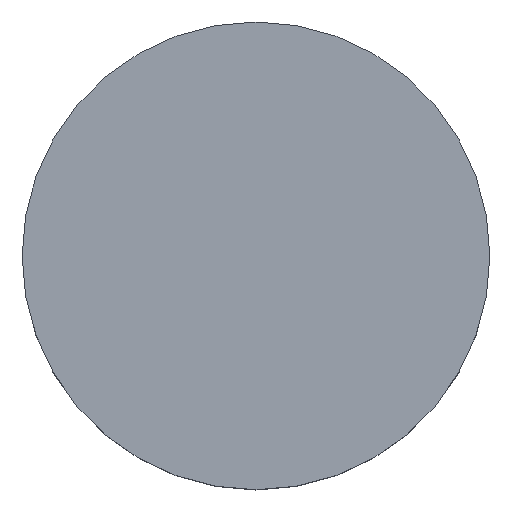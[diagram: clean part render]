
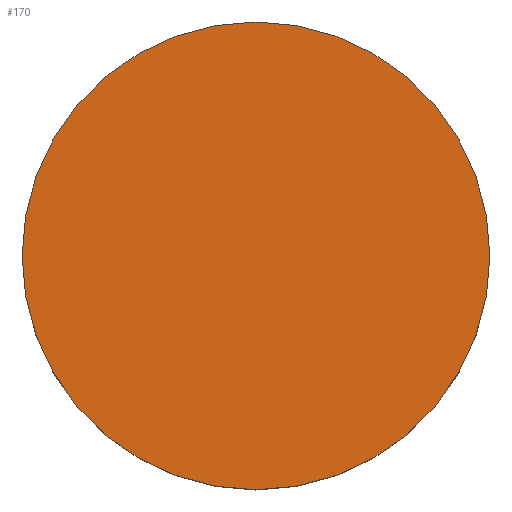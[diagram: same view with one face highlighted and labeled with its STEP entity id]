
A CAD part, top view. The second image highlights one B-rep face of the part: STEP entity #170.
In plain terms, the highlighted planar face has unit normal (0, 0, 1).
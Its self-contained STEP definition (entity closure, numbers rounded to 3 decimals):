
#4 = AXIS2_PLACEMENT_3D ( 'NONE', #123, #160, #62 ) ;
#10 = DIRECTION ( 'NONE',  ( 1., 0., 0. ) ) ;
#30 = DIRECTION ( 'NONE',  ( 0., 0., 1. ) ) ;
#35 = EDGE_CURVE ( 'NONE', #147, #80, #95, .T. ) ;
#38 = CARTESIAN_POINT ( 'NONE',  ( 4.5, 0., 2.5 ) ) ;
#40 = CARTESIAN_POINT ( 'NONE',  ( -4.5, 0., 2.5 ) ) ;
#46 = EDGE_CURVE ( 'NONE', #80, #147, #68, .T. ) ;
#55 = AXIS2_PLACEMENT_3D ( 'NONE', #64, #135, #130 ) ;
#62 = DIRECTION ( 'NONE',  ( 1., 0., 0. ) ) ;
#64 = CARTESIAN_POINT ( 'NONE',  ( 0., 0., 2.5 ) ) ;
#68 = CIRCLE ( 'NONE', #4, 4.5 ) ;
#69 = PLANE ( 'NONE',  #55 ) ;
#74 = CARTESIAN_POINT ( 'NONE',  ( 0., 0., 2.5 ) ) ;
#79 = ORIENTED_EDGE ( 'NONE', *, *, #35, .T. ) ;
#80 = VERTEX_POINT ( 'NONE', #38 ) ;
#95 = CIRCLE ( 'NONE', #156, 4.5 ) ;
#113 = ORIENTED_EDGE ( 'NONE', *, *, #46, .T. ) ;
#123 = CARTESIAN_POINT ( 'NONE',  ( 0., 0., 2.5 ) ) ;
#130 = DIRECTION ( 'NONE',  ( 1., 0., 0. ) ) ;
#134 = FACE_OUTER_BOUND ( 'NONE', #174, .T. ) ;
#135 = DIRECTION ( 'NONE',  ( 0., 0., 1. ) ) ;
#147 = VERTEX_POINT ( 'NONE', #40 ) ;
#156 = AXIS2_PLACEMENT_3D ( 'NONE', #74, #30, #10 ) ;
#160 = DIRECTION ( 'NONE',  ( 0., 0., 1. ) ) ;
#170 = ADVANCED_FACE ( 'NONE', ( #134 ), #69, .T. ) ;
#174 = EDGE_LOOP ( 'NONE', ( #79, #113 ) ) ;
